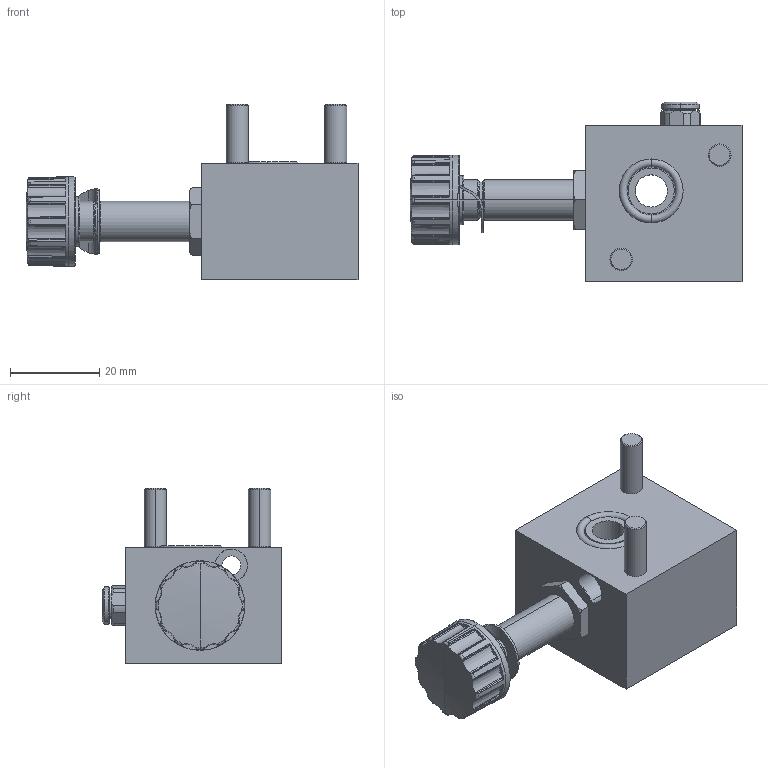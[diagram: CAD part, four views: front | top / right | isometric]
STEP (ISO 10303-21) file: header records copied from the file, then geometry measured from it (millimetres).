
FILE_DESCRIPTION (( 'STEP AP214' ), '1' );
FILE_NAME ('00_100_3.STEP', '2016-01-15T10:19:56', ( '' ), ( '' ), 'SwSTEP 2.0', 'SolidWorks 2016', '' );
FILE_SCHEMA (( 'AUTOMOTIVE_DESIGN' ));
Length unit declared in the file: millimetre
Products named in the file (1): 00_100_3
Bounding box: 74.2 x 40.2 x 39.2 mm (x, y, z)
Volume: 36716 mm3; surface area: 14633 mm2
Topology: 7 solids, 8 shells, 422 faces, 1073 edges, 680 vertices
Faces by surface type: plane 158, cone 119, cylinder 85, torus 50, bspline 8, sphere 2
Entity records: 14973 total; most frequent: CARTESIAN_POINT 3781, ORIENTED_EDGE 2130, DIRECTION 2041, EDGE_CURVE 1065, AXIS2_PLACEMENT_3D 820, VERTEX_POINT 680, EDGE_LOOP 455, ADVANCED_FACE 422
